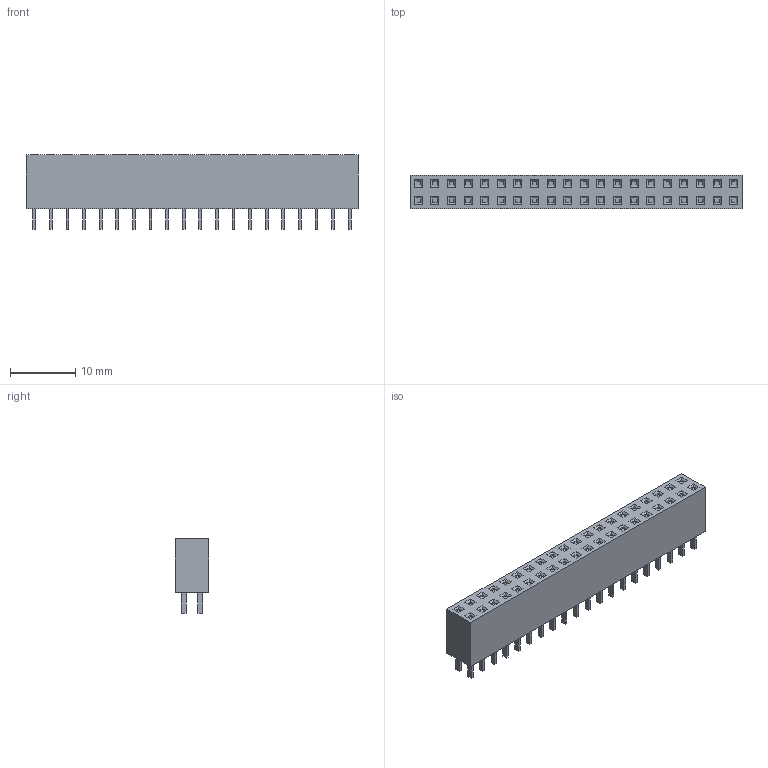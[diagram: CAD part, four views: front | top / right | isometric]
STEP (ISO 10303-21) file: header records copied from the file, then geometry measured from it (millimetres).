
FILE_DESCRIPTION(/* description */ (''),/* implementation_level */ '2;1');
FILE_NAME(/* name */ '929XXX-01-20-XX.stp',/* time_stamp */ '2018-05-14T13:21:02-05:00',/* author */ (''),/* organization */ (''),/* preprocessor_version */ 'ST-DEVELOPER v16',/* originating_system */ 'SIEMENS PLM Software NX 11.0',/* authorisation */ '');
FILE_SCHEMA (('AUTOMOTIVE_DESIGN { 1 0 10303 214 3 1 1 1 }'));
Length unit declared in the file: inch
Products named in the file (1): us2923B8CA89q7ua
Bounding box: 50.8 x 5.08 x 11.43 mm (x, y, z)
Volume: 2153.9 mm3; surface area: 1782.1 mm2
Topology: 1 solids, 1 shells, 566 faces, 1292 edges, 808 vertices
Faces by surface type: plane 566
Entity records: 15390 total; most frequent: CARTESIAN_POINT 2667, ORIENTED_EDGE 2584, DIRECTION 2426, EDGE_CURVE 1292, LINE 1292, VECTOR 1292, VERTEX_POINT 808, EDGE_LOOP 646
